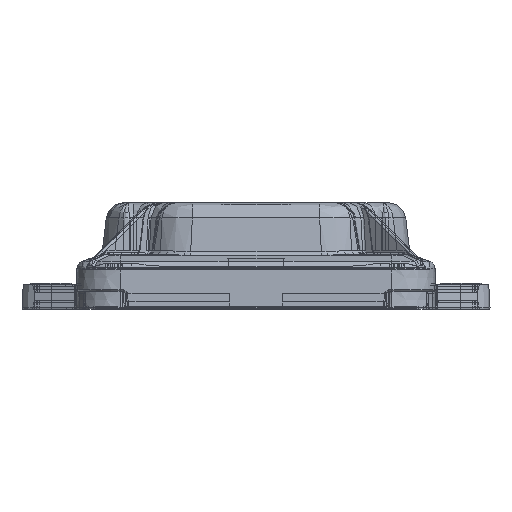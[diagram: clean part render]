
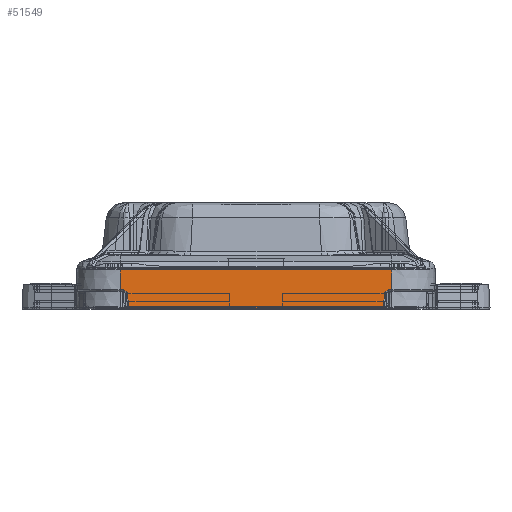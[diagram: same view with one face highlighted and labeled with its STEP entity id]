
A CAD part, left-side view. The second image highlights one B-rep face of the part: STEP entity #51549.
In plain terms, the highlighted planar face has unit normal (-0.999, 0, 0.052).
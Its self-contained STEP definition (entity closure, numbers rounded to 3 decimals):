
#1364 = CARTESIAN_POINT ( 'NONE',  ( -41.8, 29.85, -0.39 ) ) ;
#1606 = CARTESIAN_POINT ( 'NONE',  ( -41.763, 30.644, 0.316 ) ) ;
#2103 = DIRECTION ( 'NONE',  ( 0., -1., 0. ) ) ;
#3184 = ORIENTED_EDGE ( 'NONE', *, *, #35724, .T. ) ;
#4081 = ORIENTED_EDGE ( 'NONE', *, *, #56918, .T. ) ;
#4791 = LINE ( 'NONE', #68989, #63583 ) ;
#4863 = CARTESIAN_POINT ( 'NONE',  ( -41.98, 29.442, -3.814 ) ) ;
#6078 = CARTESIAN_POINT ( 'NONE',  ( -41.8, -29.85, -0.39 ) ) ;
#6953 = AXIS2_PLACEMENT_3D ( 'NONE', #19510, #52592, #19043 ) ;
#7121 = VECTOR ( 'NONE', #36319, 1000. ) ;
#7225 = CARTESIAN_POINT ( 'NONE',  ( -41.974, -29.455, -3.708 ) ) ;
#7438 = CARTESIAN_POINT ( 'NONE',  ( -41.509, -31.5, 5.175 ) ) ;
#7440 = CARTESIAN_POINT ( 'NONE',  ( -41.983, -29.256, -3.884 ) ) ;
#7674 = CARTESIAN_POINT ( 'NONE',  ( -41.983, -29.362, -3.884 ) ) ;
#7949 = LINE ( 'NONE', #24999, #7121 ) ;
#9133 = VERTEX_POINT ( 'NONE', #7438 ) ;
#9843 = DIRECTION ( 'NONE',  ( 0.052, -0.118, 0.992 ) ) ;
#10241 = LINE ( 'NONE', #13499, #23251 ) ;
#10489 = VERTEX_POINT ( 'NONE', #59456 ) ;
#13499 = CARTESIAN_POINT ( 'NONE',  ( -41.983, -29.256, -3.884 ) ) ;
#14589 = VECTOR ( 'NONE', #37206, 1000. ) ;
#14699 = EDGE_CURVE ( 'NONE', #44857, #56644, #29934, .T. ) ;
#15025 = CARTESIAN_POINT ( 'NONE',  ( -41.983, 29.256, -3.884 ) ) ;
#15485 = CARTESIAN_POINT ( 'NONE',  ( -41.763, -31.5, 0.316 ) ) ;
#17395 = LINE ( 'NONE', #34700, #39842 ) ;
#18714 = CARTESIAN_POINT ( 'NONE',  ( -41.778, 29.9, 0.033 ) ) ;
#19043 = DIRECTION ( 'NONE',  ( 0.052, 0., 0.999 ) ) ;
#19100 = CARTESIAN_POINT ( 'NONE',  ( -41.8, 29.85, -0.39 ) ) ;
#19204 = EDGE_CURVE ( 'NONE', #10489, #23533, #4791, .T. ) ;
#19510 = CARTESIAN_POINT ( 'NONE',  ( -42., 0., -4.2 ) ) ;
#19768 = EDGE_CURVE ( 'NONE', #51942, #40482, #21124, .T. ) ;
#20812 = DIRECTION ( 'NONE',  ( 0.052, 0., 0.999 ) ) ;
#21124 =( BOUNDED_CURVE ( )  B_SPLINE_CURVE ( 3, ( #56881, #51076, #18714, #1364 ),
 .UNSPECIFIED., .F., .F. ) 
 B_SPLINE_CURVE_WITH_KNOTS ( ( 4, 4 ),
 ( 0., 1.452 ),
 .UNSPECIFIED. ) 
 CURVE ( )  GEOMETRIC_REPRESENTATION_ITEM ( )  RATIONAL_B_SPLINE_CURVE ( ( 1., 0.832, 0.832, 1. ) ) 
 REPRESENTATION_ITEM ( '' )  );
#22828 = CARTESIAN_POINT ( 'NONE',  ( -41.8, -29.85, -0.39 ) ) ;
#22881 =( BOUNDED_CURVE ( )  B_SPLINE_CURVE ( 3, ( #7440, #7674, #35202, #35431 ),
 .UNSPECIFIED., .F., .F. ) 
 B_SPLINE_CURVE_WITH_KNOTS ( ( 4, 4 ),
 ( 0., 1.452 ),
 .UNSPECIFIED. ) 
 CURVE ( )  GEOMETRIC_REPRESENTATION_ITEM ( )  RATIONAL_B_SPLINE_CURVE ( ( 1., 0.832, 0.832, 1. ) ) 
 REPRESENTATION_ITEM ( '' )  );
#23251 = VECTOR ( 'NONE', #52615, 1000. ) ;
#23533 = VERTEX_POINT ( 'NONE', #48932 ) ;
#24999 = CARTESIAN_POINT ( 'NONE',  ( -41.763, 0., 0.316 ) ) ;
#25001 = LINE ( 'NONE', #48564, #14589 ) ;
#25056 =( BOUNDED_CURVE ( )  B_SPLINE_CURVE ( 3, ( #31684, #4863, #36981, #15025 ),
 .UNSPECIFIED., .F., .F. ) 
 B_SPLINE_CURVE_WITH_KNOTS ( ( 4, 4 ),
 ( 1.689, 3.142 ),
 .UNSPECIFIED. ) 
 CURVE ( )  GEOMETRIC_REPRESENTATION_ITEM ( )  RATIONAL_B_SPLINE_CURVE ( ( 1., 0.832, 0.832, 1. ) ) 
 REPRESENTATION_ITEM ( '' )  );
#25183 = EDGE_CURVE ( 'NONE', #35352, #29558, #25056, .T. ) ;
#26304 = CARTESIAN_POINT ( 'NONE',  ( -41.983, 29.256, -3.884 ) ) ;
#27199 = ORIENTED_EDGE ( 'NONE', *, *, #29326, .T. ) ;
#27468 = VECTOR ( 'NONE', #20812, 1000. ) ;
#28044 = CARTESIAN_POINT ( 'NONE',  ( -41.778, -29.9, 0.033 ) ) ;
#28318 = ORIENTED_EDGE ( 'NONE', *, *, #25183, .T. ) ;
#28386 = LINE ( 'NONE', #53877, #27468 ) ;
#29326 = EDGE_CURVE ( 'NONE', #56644, #48717, #29483, .T. ) ;
#29483 =( BOUNDED_CURVE ( )  B_SPLINE_CURVE ( 3, ( #6078, #28044, #50232, #66258 ),
 .UNSPECIFIED., .F., .F. ) 
 B_SPLINE_CURVE_WITH_KNOTS ( ( 4, 4 ),
 ( 1.689, 3.142 ),
 .UNSPECIFIED. ) 
 CURVE ( )  GEOMETRIC_REPRESENTATION_ITEM ( )  RATIONAL_B_SPLINE_CURVE ( ( 1., 0.832, 0.832, 1. ) ) 
 REPRESENTATION_ITEM ( '' )  );
#29558 = VERTEX_POINT ( 'NONE', #26304 ) ;
#29931 = EDGE_CURVE ( 'NONE', #32493, #44857, #22881, .T. ) ;
#29934 = LINE ( 'NONE', #37366, #64543 ) ;
#31523 = EDGE_CURVE ( 'NONE', #48717, #46001, #7949, .T. ) ;
#31684 = CARTESIAN_POINT ( 'NONE',  ( -41.974, 29.455, -3.708 ) ) ;
#32493 = VERTEX_POINT ( 'NONE', #64003 ) ;
#33980 = DIRECTION ( 'NONE',  ( 0., 1., 0. ) ) ;
#34057 = EDGE_CURVE ( 'NONE', #29558, #32493, #10241, .T. ) ;
#34700 = CARTESIAN_POINT ( 'NONE',  ( -41.763, 0., 0.316 ) ) ;
#35187 = DIRECTION ( 'NONE',  ( 0.052, 0., 0.999 ) ) ;
#35202 = CARTESIAN_POINT ( 'NONE',  ( -41.98, -29.442, -3.814 ) ) ;
#35352 = VERTEX_POINT ( 'NONE', #41504 ) ;
#35431 = CARTESIAN_POINT ( 'NONE',  ( -41.974, -29.455, -3.708 ) ) ;
#35724 = EDGE_CURVE ( 'NONE', #10489, #51942, #17395, .T. ) ;
#36319 = DIRECTION ( 'NONE',  ( 0., -1., 0. ) ) ;
#36637 = ORIENTED_EDGE ( 'NONE', *, *, #19768, .T. ) ;
#36981 = CARTESIAN_POINT ( 'NONE',  ( -41.983, 29.362, -3.884 ) ) ;
#37206 = DIRECTION ( 'NONE',  ( -0.052, -0.118, -0.992 ) ) ;
#37366 = CARTESIAN_POINT ( 'NONE',  ( -42.18, -28.986, -7.641 ) ) ;
#38203 = ORIENTED_EDGE ( 'NONE', *, *, #29931, .T. ) ;
#39532 = VECTOR ( 'NONE', #33980, 1000. ) ;
#39540 = ORIENTED_EDGE ( 'NONE', *, *, #19204, .F. ) ;
#39842 = VECTOR ( 'NONE', #2103, 1000. ) ;
#40042 = ORIENTED_EDGE ( 'NONE', *, *, #34057, .T. ) ;
#40482 = VERTEX_POINT ( 'NONE', #19100 ) ;
#41504 = CARTESIAN_POINT ( 'NONE',  ( -41.974, 29.455, -3.708 ) ) ;
#44622 = CARTESIAN_POINT ( 'NONE',  ( -41.509, 0., 5.175 ) ) ;
#44857 = VERTEX_POINT ( 'NONE', #7225 ) ;
#46001 = VERTEX_POINT ( 'NONE', #15485 ) ;
#46572 = PLANE ( 'NONE',  #6953 ) ;
#47184 = ORIENTED_EDGE ( 'NONE', *, *, #60128, .T. ) ;
#48269 = ORIENTED_EDGE ( 'NONE', *, *, #60873, .T. ) ;
#48564 = CARTESIAN_POINT ( 'NONE',  ( -42.18, 28.986, -7.641 ) ) ;
#48717 = VERTEX_POINT ( 'NONE', #53379 ) ;
#48932 = CARTESIAN_POINT ( 'NONE',  ( -41.509, 31.5, 5.175 ) ) ;
#49686 = FACE_OUTER_BOUND ( 'NONE', #60107, .T. ) ;
#50232 = CARTESIAN_POINT ( 'NONE',  ( -41.763, -30.218, 0.316 ) ) ;
#51076 = CARTESIAN_POINT ( 'NONE',  ( -41.763, 30.218, 0.316 ) ) ;
#51549 = ADVANCED_FACE ( 'NONE', ( #49686 ), #46572, .T. ) ;
#51942 = VERTEX_POINT ( 'NONE', #1606 ) ;
#52592 = DIRECTION ( 'NONE',  ( -0.999, 0., 0.052 ) ) ;
#52615 = DIRECTION ( 'NONE',  ( 0., -1., 0. ) ) ;
#53374 = LINE ( 'NONE', #44622, #39532 ) ;
#53379 = CARTESIAN_POINT ( 'NONE',  ( -41.763, -30.644, 0.316 ) ) ;
#53877 = CARTESIAN_POINT ( 'NONE',  ( -42., -31.5, -4.2 ) ) ;
#56644 = VERTEX_POINT ( 'NONE', #22828 ) ;
#56881 = CARTESIAN_POINT ( 'NONE',  ( -41.763, 30.644, 0.316 ) ) ;
#56918 = EDGE_CURVE ( 'NONE', #40482, #35352, #25001, .T. ) ;
#59456 = CARTESIAN_POINT ( 'NONE',  ( -41.763, 31.5, 0.316 ) ) ;
#60107 = EDGE_LOOP ( 'NONE', ( #39540, #3184, #36637, #4081, #28318, #40042, #38203, #65082, #27199, #69336, #47184, #48269 ) ) ;
#60128 = EDGE_CURVE ( 'NONE', #46001, #9133, #28386, .T. ) ;
#60873 = EDGE_CURVE ( 'NONE', #9133, #23533, #53374, .T. ) ;
#63583 = VECTOR ( 'NONE', #35187, 1000. ) ;
#64003 = CARTESIAN_POINT ( 'NONE',  ( -41.983, -29.256, -3.884 ) ) ;
#64543 = VECTOR ( 'NONE', #9843, 1000. ) ;
#65082 = ORIENTED_EDGE ( 'NONE', *, *, #14699, .T. ) ;
#66258 = CARTESIAN_POINT ( 'NONE',  ( -41.763, -30.644, 0.316 ) ) ;
#68989 = CARTESIAN_POINT ( 'NONE',  ( -42., 31.5, -4.2 ) ) ;
#69336 = ORIENTED_EDGE ( 'NONE', *, *, #31523, .T. ) ;
